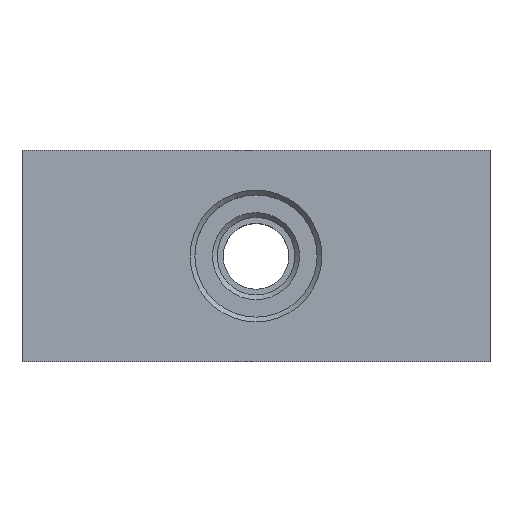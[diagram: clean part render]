
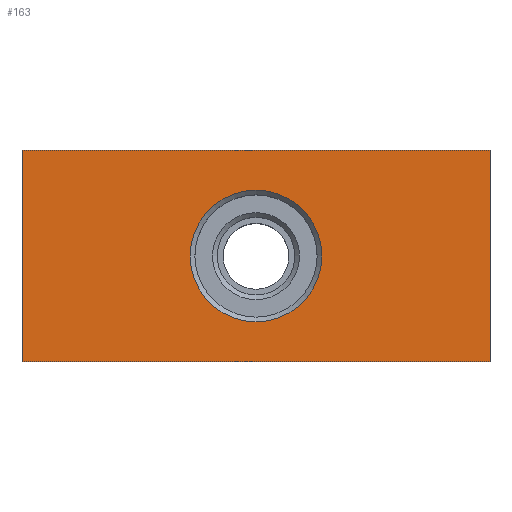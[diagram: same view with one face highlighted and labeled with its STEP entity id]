
A CAD part, top view. The second image highlights one B-rep face of the part: STEP entity #163.
In plain terms, the highlighted planar face has unit normal (0, 0, 1).
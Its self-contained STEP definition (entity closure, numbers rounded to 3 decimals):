
#163 = ADVANCED_FACE( '', ( #316, #317 ), #318, .F. );
#316 = FACE_BOUND( '', #464, .T. );
#317 = FACE_OUTER_BOUND( '', #465, .T. );
#318 = PLANE( '', #466 );
#464 = EDGE_LOOP( '', ( #753 ) );
#465 = EDGE_LOOP( '', ( #754, #755, #756, #757 ) );
#466 = AXIS2_PLACEMENT_3D( '', #758, #759, #760 );
#753 = ORIENTED_EDGE( '', *, *, #919, .T. );
#754 = ORIENTED_EDGE( '', *, *, #987, .T. );
#755 = ORIENTED_EDGE( '', *, *, #916, .F. );
#756 = ORIENTED_EDGE( '', *, *, #901, .F. );
#757 = ORIENTED_EDGE( '', *, *, #937, .T. );
#758 = CARTESIAN_POINT( '', ( 49.75, -22.5, 19. ) );
#759 = DIRECTION( '', ( 0., 0., -1. ) );
#760 = DIRECTION( '', ( -1., 0., 0. ) );
#901 = EDGE_CURVE( '', #1063, #1058, #1065, .T. );
#916 = EDGE_CURVE( '', #1058, #1090, #1091, .T. );
#919 = EDGE_CURVE( '', #1094, #1094, #1095, .T. );
#937 = EDGE_CURVE( '', #1063, #1121, #1123, .T. );
#987 = EDGE_CURVE( '', #1121, #1090, #1193, .T. );
#1058 = VERTEX_POINT( '', #1283 );
#1063 = VERTEX_POINT( '', #1290 );
#1065 = LINE( '', #1293, #1294 );
#1090 = VERTEX_POINT( '', #1327 );
#1091 = LINE( '', #1328, #1329 );
#1094 = VERTEX_POINT( '', #1333 );
#1095 = CIRCLE( '', #1334, 14. );
#1121 = VERTEX_POINT( '', #1372 );
#1123 = LINE( '', #1375, #1376 );
#1193 = LINE( '', #1477, #1478 );
#1283 = CARTESIAN_POINT( '', ( -49.75, -22.5, 19. ) );
#1290 = CARTESIAN_POINT( '', ( 49.75, -22.5, 19. ) );
#1293 = CARTESIAN_POINT( '', ( 49.75, -22.5, 19. ) );
#1294 = VECTOR( '', #1546, 1000. );
#1327 = CARTESIAN_POINT( '', ( -49.75, 22.5, 19. ) );
#1328 = CARTESIAN_POINT( '', ( -49.75, -22.5, 19. ) );
#1329 = VECTOR( '', #1564, 1000. );
#1333 = CARTESIAN_POINT( '', ( -14., 0., 19. ) );
#1334 = AXIS2_PLACEMENT_3D( '', #1566, #1567, #1568 );
#1372 = CARTESIAN_POINT( '', ( 49.75, 22.5, 19. ) );
#1375 = CARTESIAN_POINT( '', ( 49.75, -22.5, 19. ) );
#1376 = VECTOR( '', #1585, 1000. );
#1477 = CARTESIAN_POINT( '', ( 49.75, 22.5, 19. ) );
#1478 = VECTOR( '', #1626, 1000. );
#1546 = DIRECTION( '', ( -1., 0., 0. ) );
#1564 = DIRECTION( '', ( 0., 1., 0. ) );
#1566 = CARTESIAN_POINT( '', ( 0., 0., 19. ) );
#1567 = DIRECTION( '', ( 0., 0., -1. ) );
#1568 = DIRECTION( '', ( -1., 0., 0. ) );
#1585 = DIRECTION( '', ( 0., 1., 0. ) );
#1626 = DIRECTION( '', ( -1., 0., 0. ) );
